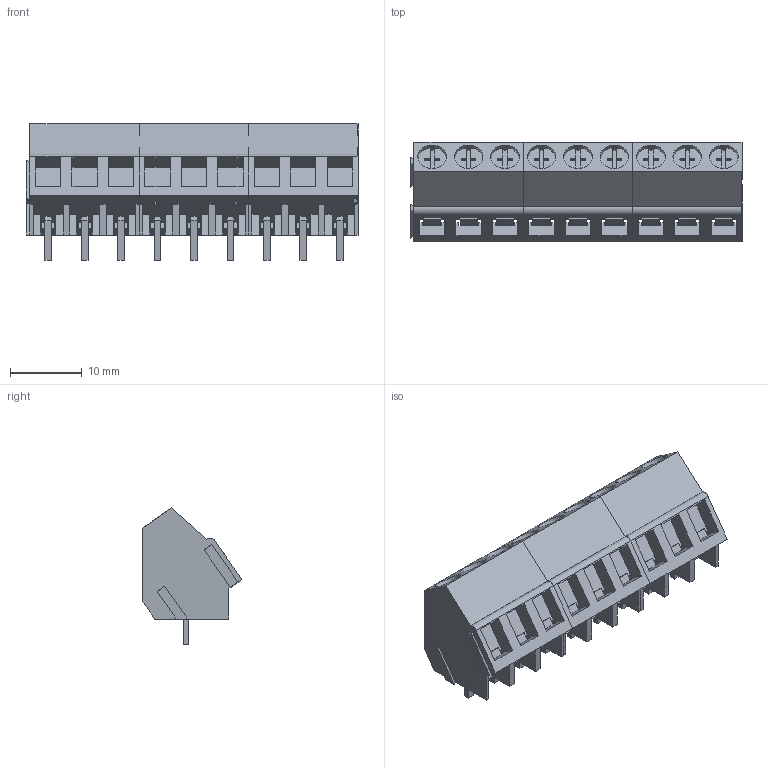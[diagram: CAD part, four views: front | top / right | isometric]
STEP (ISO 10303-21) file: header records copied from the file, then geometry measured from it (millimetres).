
FILE_DESCRIPTION(('CATIA V5 STEP Exchange','CAx-IF Rec.Pracs.--- Model Styling and Organization---1.2---2011-12-15'),'2;1');
FILE_NAME ('D1465158_0_9994600000_9994600000.stp','2018-03-31T06:03:28+00:00',('none'),('Weidmueller'),'CATIA Version 5-6 Release 2014','CATIA V5 STEP AP214','none');
FILE_SCHEMA(('AUTOMOTIVE_DESIGN { 1 0 10303 214 1 1 1 1 }'));
Length unit declared in the file: millimetre
Products named in the file (1): 9994600000
Bounding box: 46.27 x 13.9 x 19 mm (x, y, z)
Volume: 5298.4 mm3; surface area: 5972.7 mm2
Topology: 21 solids, 21 shells, 729 faces, 2034 edges, 1356 vertices
Faces by surface type: plane 672, cylinder 57
Entity records: 22435 total; most frequent: ORIENTED_EDGE 4068, CARTESIAN_POINT 3925, DIRECTION 3084, EDGE_CURVE 2034, VECTOR 1884, LINE 1884, VERTEX_POINT 1356, EDGE_LOOP 756
